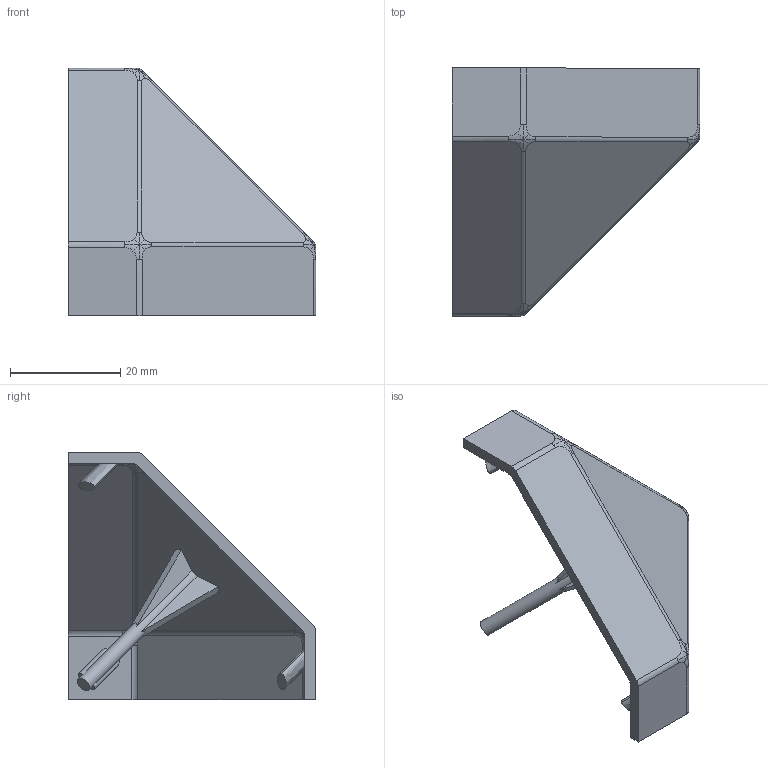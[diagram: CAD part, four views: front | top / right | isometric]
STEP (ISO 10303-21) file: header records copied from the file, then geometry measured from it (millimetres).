
FILE_DESCRIPTION(/* description */ (''),/* implementation_level */ '2;1');
FILE_NAME(/* name */ '60-280-1.step',/* time_stamp */ '2021-09-27T14:43:54-04:00',/* author */ (''),/* organization */ (''),/* preprocessor_version */ 'ST-DEVELOPER v18.1',/* originating_system */ 'Autodesk Translation Framework v10.10.0.1391',/* authorisation */ '');
FILE_SCHEMA (('AUTOMOTIVE_DESIGN { 1 0 10303 214 3 1 1 }'));
Length unit declared in the file: millimetre
Products named in the file (1): 5.JNT.054
Bounding box: 45 x 45 x 45 mm (x, y, z)
Volume: 6629.6 mm3; surface area: 7136.1 mm2
Topology: 1 solids, 1 shells, 103 faces, 261 edges, 164 vertices
Faces by surface type: bspline 54, plane 30, cylinder 19
Full cylindrical faces by diameter (mm): 2.8 x1
Entity records: 7054 total; most frequent: CARTESIAN_POINT 4774, ORIENTED_EDGE 522, DIRECTION 381, EDGE_CURVE 261, VERTEX_POINT 164, AXIS2_PLACEMENT_3D 148, EDGE_LOOP 107, FACE_OUTER_BOUND 103
